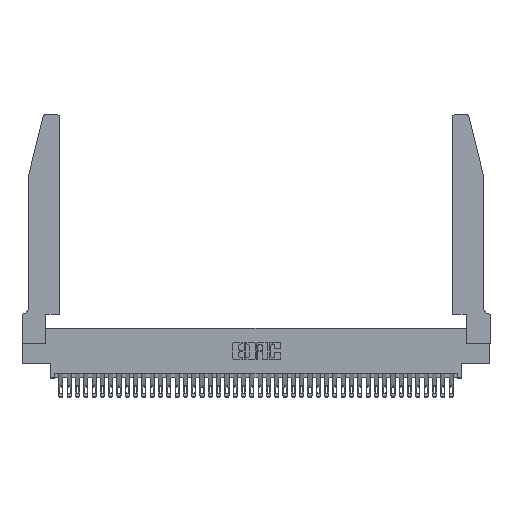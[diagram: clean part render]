
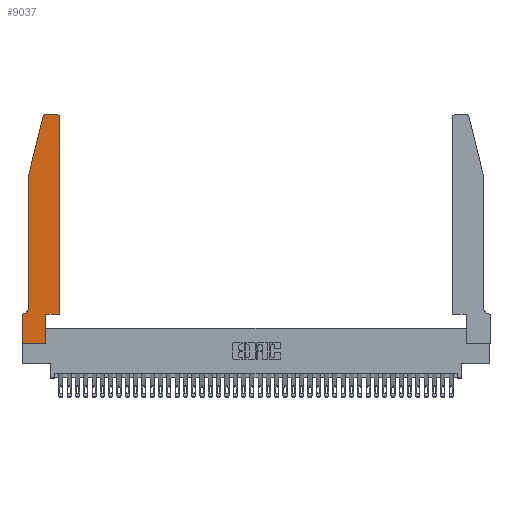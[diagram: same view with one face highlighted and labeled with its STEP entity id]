
A CAD part, top view. The second image highlights one B-rep face of the part: STEP entity #9037.
In plain terms, the highlighted planar face has unit normal (0, 0, 1).
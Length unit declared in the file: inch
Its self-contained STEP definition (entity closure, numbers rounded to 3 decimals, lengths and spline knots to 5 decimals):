
#1182 = EDGE_CURVE ( 'NONE', #25018, #41933, #32859, .T. ) ;
#1323 = ORIENTED_EDGE ( 'NONE', *, *, #15989, .T. ) ;
#1450 = VECTOR ( 'NONE', #14829, 39.37008 ) ;
#3294 = DIRECTION ( 'NONE',  ( -1., 0., 0. ) ) ;
#4635 = EDGE_CURVE ( 'NONE', #41933, #16666, #9991, .T. ) ;
#4736 = CARTESIAN_POINT ( 'NONE',  ( 0.0755, 0.42, 0.37 ) ) ;
#4873 = VECTOR ( 'NONE', #18199, 39.37008 ) ;
#5252 = CARTESIAN_POINT ( 'NONE',  ( 0.4205, 2.72, 0.37 ) ) ;
#5636 = CARTESIAN_POINT ( 'NONE',  ( 0., 0., 0.37 ) ) ;
#6206 = EDGE_CURVE ( 'NONE', #11772, #11648, #27718, .T. ) ;
#6384 = LINE ( 'NONE', #32332, #14083 ) ;
#6873 = DIRECTION ( 'NONE',  ( 0., -1., 0. ) ) ;
#7588 = LINE ( 'NONE', #15327, #15308 ) ;
#7886 = CARTESIAN_POINT ( 'NONE',  ( 0.0055, 0.35, 0.37 ) ) ;
#8003 = ORIENTED_EDGE ( 'NONE', *, *, #22456, .T. ) ;
#8257 = CARTESIAN_POINT ( 'NONE',  ( 0.4505, 0.35, 0.37 ) ) ;
#8510 = DIRECTION ( 'NONE',  ( 1., 0., 0. ) ) ;
#8564 = CARTESIAN_POINT ( 'NONE',  ( 0.0755, 2., 0.37 ) ) ;
#9037 = ADVANCED_FACE ( 'NONE', ( #34546 ), #31453, .T. ) ;
#9991 = CIRCLE ( 'NONE', #35326, 0.07 ) ;
#10125 = DIRECTION ( 'NONE',  ( 1., 0., 0. ) ) ;
#10200 = DIRECTION ( 'NONE',  ( 0., -1., 0. ) ) ;
#10383 = EDGE_CURVE ( 'NONE', #40369, #29294, #12963, .T. ) ;
#10875 = DIRECTION ( 'NONE',  ( 0., 0., 1. ) ) ;
#11269 = EDGE_CURVE ( 'NONE', #27163, #14368, #29165, .T. ) ;
#11487 = ORIENTED_EDGE ( 'NONE', *, *, #40772, .T. ) ;
#11648 = VERTEX_POINT ( 'NONE', #28350 ) ;
#11772 = VERTEX_POINT ( 'NONE', #32221 ) ;
#11925 = VECTOR ( 'NONE', #38074, 39.37008 ) ;
#12026 = DIRECTION ( 'NONE',  ( 0., 0., 1. ) ) ;
#12105 = EDGE_CURVE ( 'NONE', #34677, #11772, #15881, .T. ) ;
#12160 = VECTOR ( 'NONE', #6873, 39.37008 ) ;
#12259 = ORIENTED_EDGE ( 'NONE', *, *, #12105, .T. ) ;
#12806 = EDGE_CURVE ( 'NONE', #14368, #33365, #7588, .T. ) ;
#12963 = LINE ( 'NONE', #5636, #11925 ) ;
#13188 = LINE ( 'NONE', #29664, #12160 ) ;
#14083 = VECTOR ( 'NONE', #35725, 39.37008 ) ;
#14368 = VERTEX_POINT ( 'NONE', #8257 ) ;
#14623 = LINE ( 'NONE', #34267, #4873 ) ;
#14829 = DIRECTION ( 'NONE',  ( -1., 0., 0. ) ) ;
#15304 = ORIENTED_EDGE ( 'NONE', *, *, #1182, .T. ) ;
#15308 = VECTOR ( 'NONE', #31452, 39.37008 ) ;
#15327 = CARTESIAN_POINT ( 'NONE',  ( 0.4505, 0.35, 0.37 ) ) ;
#15524 = ORIENTED_EDGE ( 'NONE', *, *, #22381, .T. ) ;
#15881 = LINE ( 'NONE', #34155, #1450 ) ;
#15973 = ORIENTED_EDGE ( 'NONE', *, *, #10383, .T. ) ;
#15989 = EDGE_CURVE ( 'NONE', #26025, #40369, #13188, .T. ) ;
#16148 = AXIS2_PLACEMENT_3D ( 'NONE', #30358, #10875, #33558 ) ;
#16666 = VERTEX_POINT ( 'NONE', #7886 ) ;
#17178 = ORIENTED_EDGE ( 'NONE', *, *, #12806, .T. ) ;
#18199 = DIRECTION ( 'NONE',  ( -1., 0., 0. ) ) ;
#18639 = DIRECTION ( 'NONE',  ( -0.239, -0.971, 0. ) ) ;
#19224 = LINE ( 'NONE', #8564, #34322 ) ;
#20586 = VECTOR ( 'NONE', #10125, 39.37008 ) ;
#20646 = CARTESIAN_POINT ( 'NONE',  ( 0.0755, 2., 0.37 ) ) ;
#22381 = EDGE_CURVE ( 'NONE', #16666, #26025, #14623, .T. ) ;
#22456 = EDGE_CURVE ( 'NONE', #11648, #25018, #19224, .T. ) ;
#22916 = DIRECTION ( 'NONE',  ( 0., 0., -1. ) ) ;
#23465 = CIRCLE ( 'NONE', #35896, 0.03 ) ;
#24336 = VECTOR ( 'NONE', #10200, 39.37008 ) ;
#24999 = CARTESIAN_POINT ( 'NONE',  ( 0., 0.35, 0.37 ) ) ;
#25018 = VERTEX_POINT ( 'NONE', #28236 ) ;
#26025 = VERTEX_POINT ( 'NONE', #39606 ) ;
#27104 = AXIS2_PLACEMENT_3D ( 'NONE', #24999, #12026, #34679 ) ;
#27163 = VERTEX_POINT ( 'NONE', #31827 ) ;
#27527 = ORIENTED_EDGE ( 'NONE', *, *, #6206, .T. ) ;
#27718 = CIRCLE ( 'NONE', #16148, 0.03 ) ;
#28013 = ORIENTED_EDGE ( 'NONE', *, *, #29972, .T. ) ;
#28075 = DIRECTION ( 'NONE',  ( 0., 0., 1. ) ) ;
#28236 = CARTESIAN_POINT ( 'NONE',  ( 0.0755, 2., 0.37 ) ) ;
#28350 = CARTESIAN_POINT ( 'NONE',  ( 0.25487, 2.72718, 0.37 ) ) ;
#29165 = LINE ( 'NONE', #29513, #20586 ) ;
#29294 = VERTEX_POINT ( 'NONE', #41744 ) ;
#29513 = CARTESIAN_POINT ( 'NONE',  ( 0.4505, 0.35, 0.37 ) ) ;
#29664 = CARTESIAN_POINT ( 'NONE',  ( 0., 0., 0.37 ) ) ;
#29972 = EDGE_CURVE ( 'NONE', #29294, #27163, #6384, .T. ) ;
#30358 = CARTESIAN_POINT ( 'NONE',  ( 0.284, 2.72, 0.37 ) ) ;
#30373 = ORIENTED_EDGE ( 'NONE', *, *, #4635, .T. ) ;
#31452 = DIRECTION ( 'NONE',  ( 0., 1., 0. ) ) ;
#31453 = PLANE ( 'NONE',  #27104 ) ;
#31827 = CARTESIAN_POINT ( 'NONE',  ( 0.2865, 0.35, 0.37 ) ) ;
#32221 = CARTESIAN_POINT ( 'NONE',  ( 0.284, 2.75, 0.37 ) ) ;
#32272 = CARTESIAN_POINT ( 'NONE',  ( 0., 0., 0.37 ) ) ;
#32278 = ORIENTED_EDGE ( 'NONE', *, *, #11269, .T. ) ;
#32332 = CARTESIAN_POINT ( 'NONE',  ( 0.2865, 0.35, 0.37 ) ) ;
#32642 = CARTESIAN_POINT ( 'NONE',  ( 0.4205, 2.75, 0.37 ) ) ;
#32859 = LINE ( 'NONE', #20646, #24336 ) ;
#33365 = VERTEX_POINT ( 'NONE', #40043 ) ;
#33558 = DIRECTION ( 'NONE',  ( 1., 0., 0. ) ) ;
#34155 = CARTESIAN_POINT ( 'NONE',  ( 0.2605, 2.75, 0.37 ) ) ;
#34267 = CARTESIAN_POINT ( 'NONE',  ( 0.0755, 0.35, 0.37 ) ) ;
#34322 = VECTOR ( 'NONE', #18639, 39.37008 ) ;
#34546 = FACE_OUTER_BOUND ( 'NONE', #39805, .T. ) ;
#34677 = VERTEX_POINT ( 'NONE', #32642 ) ;
#34679 = DIRECTION ( 'NONE',  ( 1., 0., 0. ) ) ;
#35326 = AXIS2_PLACEMENT_3D ( 'NONE', #42081, #22916, #3294 ) ;
#35725 = DIRECTION ( 'NONE',  ( 0., 1., 0. ) ) ;
#35896 = AXIS2_PLACEMENT_3D ( 'NONE', #5252, #28075, #8510 ) ;
#38074 = DIRECTION ( 'NONE',  ( 1., 0., 0. ) ) ;
#39606 = CARTESIAN_POINT ( 'NONE',  ( 0., 0.35, 0.37 ) ) ;
#39805 = EDGE_LOOP ( 'NONE', ( #12259, #27527, #8003, #15304, #30373, #15524, #1323, #15973, #28013, #32278, #17178, #11487 ) ) ;
#40043 = CARTESIAN_POINT ( 'NONE',  ( 0.4505, 2.72, 0.37 ) ) ;
#40369 = VERTEX_POINT ( 'NONE', #32272 ) ;
#40772 = EDGE_CURVE ( 'NONE', #33365, #34677, #23465, .T. ) ;
#41744 = CARTESIAN_POINT ( 'NONE',  ( 0.2865, 0., 0.37 ) ) ;
#41933 = VERTEX_POINT ( 'NONE', #4736 ) ;
#42081 = CARTESIAN_POINT ( 'NONE',  ( 0.0055, 0.42, 0.37 ) ) ;
